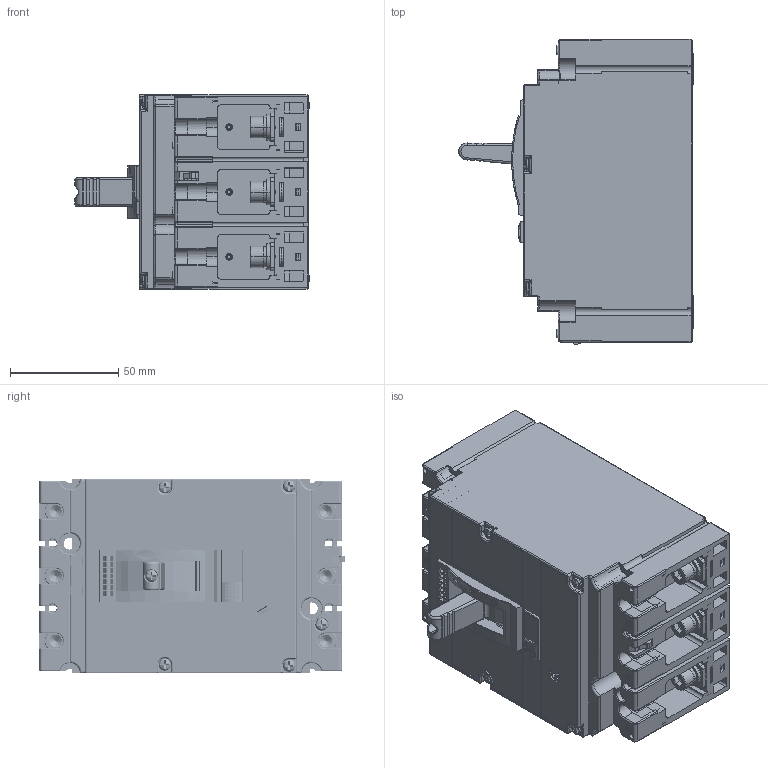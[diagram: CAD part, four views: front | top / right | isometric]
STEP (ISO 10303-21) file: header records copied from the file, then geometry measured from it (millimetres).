
FILE_DESCRIPTION (( 'STEP AP214' ), '1' );
FILE_NAME ('NM8N-125-3P_asm (1).stp', '2022-10-19T05:44:38', ( '' ), ( '' ), 'SwSTEP 2.0', 'SolidWorks 2021', '' );
FILE_SCHEMA (( 'AUTOMOTIVE_DESIGN' ));
Length unit declared in the file: metre
Products named in the file (1): NM8N-125-3P_asm (1)
Bounding box: 108.41 x 141.23 x 90 mm (x, y, z)
Surface area: 181661.8 mm2 (no closed solid volume)
Topology: 0 solids, 65 shells, 6363 faces, 17748 edges, 11438 vertices
Faces by surface type: plane 4418, cylinder 1501, torus 194, cone 157, sphere 75, bspline 18
Entity records: 221155 total; most frequent: CARTESIAN_POINT 52734, ORIENTED_EDGE 35208, DIRECTION 32264, EDGE_CURVE 17686, VECTOR 13018, LINE 13018, VERTEX_POINT 11435, AXIS2_PLACEMENT_3D 9623
